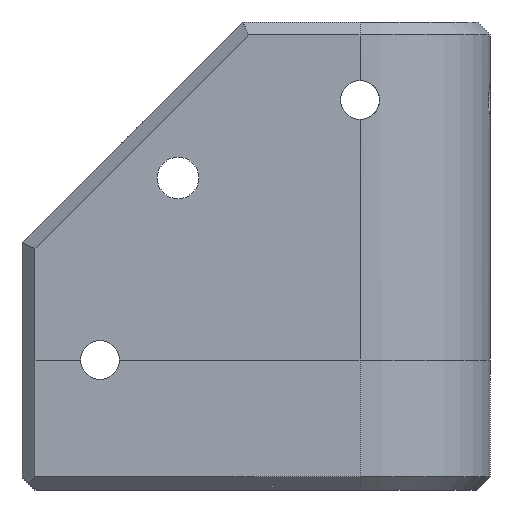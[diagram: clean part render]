
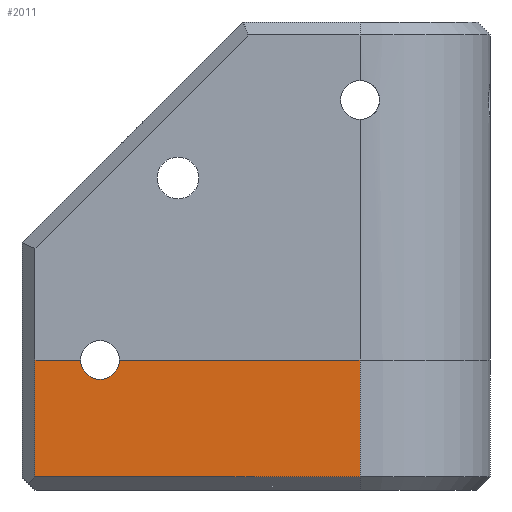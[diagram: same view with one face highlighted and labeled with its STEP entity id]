
A CAD part, left-side view. The second image highlights one B-rep face of the part: STEP entity #2011.
In plain terms, the highlighted planar face has unit normal (-1, 0, 0).
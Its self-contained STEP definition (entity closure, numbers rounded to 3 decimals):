
#44 = PLANE('',#45);
#45 = AXIS2_PLACEMENT_3D('',#46,#47,#48);
#46 = CARTESIAN_POINT('',(-9.5,25.5,19.));
#47 = DIRECTION('',(-0.707,0.707,0.));
#48 = DIRECTION('',(0.,0.,-1.));
#226 = VERTEX_POINT('',#227);
#227 = CARTESIAN_POINT('',(-10.,25.,1.));
#240 = PLANE('',#241);
#241 = AXIS2_PLACEMENT_3D('',#242,#243,#244);
#242 = CARTESIAN_POINT('',(-9.5,26.,0.5));
#243 = DIRECTION('',(0.707,0.,0.707));
#244 = DIRECTION('',(0.,-1.,0.));
#251 = EDGE_CURVE('',#252,#226,#254,.T.);
#252 = VERTEX_POINT('',#253);
#253 = CARTESIAN_POINT('',(-10.,25.,10.));
#254 = SURFACE_CURVE('',#255,(#259,#266),.PCURVE_S1.);
#255 = LINE('',#256,#257);
#256 = CARTESIAN_POINT('',(-10.,25.,19.));
#257 = VECTOR('',#258,1.);
#258 = DIRECTION('',(0.,0.,-1.));
#259 = PCURVE('',#44,#260);
#260 = DEFINITIONAL_REPRESENTATION('',(#261),#265);
#261 = LINE('',#262,#263);
#262 = CARTESIAN_POINT('',(0.,0.707));
#263 = VECTOR('',#264,1.);
#264 = DIRECTION('',(1.,0.));
#265 = ( GEOMETRIC_REPRESENTATION_CONTEXT(2) 
PARAMETRIC_REPRESENTATION_CONTEXT() REPRESENTATION_CONTEXT('2D SPACE',''
  ) );
#266 = PCURVE('',#267,#272);
#267 = PLANE('',#268);
#268 = AXIS2_PLACEMENT_3D('',#269,#270,#271);
#269 = CARTESIAN_POINT('',(-10.,11.34,15.903));
#270 = DIRECTION('',(-1.,-0.,-0.));
#271 = DIRECTION('',(0.,0.,-1.));
#272 = DEFINITIONAL_REPRESENTATION('',(#273),#277);
#273 = LINE('',#274,#275);
#274 = CARTESIAN_POINT('',(-3.097,-13.66));
#275 = VECTOR('',#276,1.);
#276 = DIRECTION('',(1.,-0.));
#277 = ( GEOMETRIC_REPRESENTATION_CONTEXT(2) 
PARAMETRIC_REPRESENTATION_CONTEXT() REPRESENTATION_CONTEXT('2D SPACE',''
  ) );
#295 = PLANE('',#296);
#296 = AXIS2_PLACEMENT_3D('',#297,#298,#299);
#297 = CARTESIAN_POINT('',(-10.,11.34,15.903));
#298 = DIRECTION('',(-1.,-0.,-0.));
#299 = DIRECTION('',(0.,0.,-1.));
#1684 = CYLINDRICAL_SURFACE('',#1685,1.5);
#1685 = AXIS2_PLACEMENT_3D('',#1686,#1687,#1688);
#1686 = CARTESIAN_POINT('',(-12.,20.,10.));
#1687 = DIRECTION('',(1.,0.,0.));
#1688 = DIRECTION('',(0.,0.,-1.));
#1802 = EDGE_CURVE('',#1803,#252,#1805,.T.);
#1803 = VERTEX_POINT('',#1804);
#1804 = CARTESIAN_POINT('',(-10.,21.5,10.));
#1805 = SURFACE_CURVE('',#1806,(#1810,#1817),.PCURVE_S1.);
#1806 = LINE('',#1807,#1808);
#1807 = CARTESIAN_POINT('',(-10.,0.,10.));
#1808 = VECTOR('',#1809,1.);
#1809 = DIRECTION('',(0.,1.,0.));
#1810 = PCURVE('',#295,#1811);
#1811 = DEFINITIONAL_REPRESENTATION('',(#1812),#1816);
#1812 = LINE('',#1813,#1814);
#1813 = CARTESIAN_POINT('',(5.903,11.34));
#1814 = VECTOR('',#1815,1.);
#1815 = DIRECTION('',(0.,-1.));
#1816 = ( GEOMETRIC_REPRESENTATION_CONTEXT(2) 
PARAMETRIC_REPRESENTATION_CONTEXT() REPRESENTATION_CONTEXT('2D SPACE',''
  ) );
#1817 = PCURVE('',#267,#1818);
#1818 = DEFINITIONAL_REPRESENTATION('',(#1819),#1823);
#1819 = LINE('',#1820,#1821);
#1820 = CARTESIAN_POINT('',(5.903,11.34));
#1821 = VECTOR('',#1822,1.);
#1822 = DIRECTION('',(0.,-1.));
#1823 = ( GEOMETRIC_REPRESENTATION_CONTEXT(2) 
PARAMETRIC_REPRESENTATION_CONTEXT() REPRESENTATION_CONTEXT('2D SPACE',''
  ) );
#1826 = VERTEX_POINT('',#1827);
#1827 = CARTESIAN_POINT('',(-10.,18.5,10.));
#1853 = EDGE_CURVE('',#1854,#1826,#1856,.T.);
#1854 = VERTEX_POINT('',#1855);
#1855 = CARTESIAN_POINT('',(-10.,0.,10.));
#1856 = SURFACE_CURVE('',#1857,(#1861,#1868),.PCURVE_S1.);
#1857 = LINE('',#1858,#1859);
#1858 = CARTESIAN_POINT('',(-10.,0.,10.));
#1859 = VECTOR('',#1860,1.);
#1860 = DIRECTION('',(0.,1.,0.));
#1861 = PCURVE('',#295,#1862);
#1862 = DEFINITIONAL_REPRESENTATION('',(#1863),#1867);
#1863 = LINE('',#1864,#1865);
#1864 = CARTESIAN_POINT('',(5.903,11.34));
#1865 = VECTOR('',#1866,1.);
#1866 = DIRECTION('',(0.,-1.));
#1867 = ( GEOMETRIC_REPRESENTATION_CONTEXT(2) 
PARAMETRIC_REPRESENTATION_CONTEXT() REPRESENTATION_CONTEXT('2D SPACE',''
  ) );
#1868 = PCURVE('',#267,#1869);
#1869 = DEFINITIONAL_REPRESENTATION('',(#1870),#1874);
#1870 = LINE('',#1871,#1872);
#1871 = CARTESIAN_POINT('',(5.903,11.34));
#1872 = VECTOR('',#1873,1.);
#1873 = DIRECTION('',(0.,-1.));
#1874 = ( GEOMETRIC_REPRESENTATION_CONTEXT(2) 
PARAMETRIC_REPRESENTATION_CONTEXT() REPRESENTATION_CONTEXT('2D SPACE',''
  ) );
#2011 = ADVANCED_FACE('',(#2012),#267,.T.);
#2012 = FACE_BOUND('',#2013,.T.);
#2013 = EDGE_LOOP('',(#2014,#2015,#2016,#2039,#2065,#2066,#2094));
#2014 = ORIENTED_EDGE('',*,*,#1802,.T.);
#2015 = ORIENTED_EDGE('',*,*,#251,.T.);
#2016 = ORIENTED_EDGE('',*,*,#2017,.T.);
#2017 = EDGE_CURVE('',#226,#2018,#2020,.T.);
#2018 = VERTEX_POINT('',#2019);
#2019 = CARTESIAN_POINT('',(-10.,0.,1.));
#2020 = SURFACE_CURVE('',#2021,(#2025,#2032),.PCURVE_S1.);
#2021 = LINE('',#2022,#2023);
#2022 = CARTESIAN_POINT('',(-10.,26.,1.));
#2023 = VECTOR('',#2024,1.);
#2024 = DIRECTION('',(-0.,-1.,-0.));
#2025 = PCURVE('',#267,#2026);
#2026 = DEFINITIONAL_REPRESENTATION('',(#2027),#2031);
#2027 = LINE('',#2028,#2029);
#2028 = CARTESIAN_POINT('',(14.903,-14.66));
#2029 = VECTOR('',#2030,1.);
#2030 = DIRECTION('',(0.,1.));
#2031 = ( GEOMETRIC_REPRESENTATION_CONTEXT(2) 
PARAMETRIC_REPRESENTATION_CONTEXT() REPRESENTATION_CONTEXT('2D SPACE',''
  ) );
#2032 = PCURVE('',#240,#2033);
#2033 = DEFINITIONAL_REPRESENTATION('',(#2034),#2038);
#2034 = LINE('',#2035,#2036);
#2035 = CARTESIAN_POINT('',(0.,-0.707));
#2036 = VECTOR('',#2037,1.);
#2037 = DIRECTION('',(1.,0.));
#2038 = ( GEOMETRIC_REPRESENTATION_CONTEXT(2) 
PARAMETRIC_REPRESENTATION_CONTEXT() REPRESENTATION_CONTEXT('2D SPACE',''
  ) );
#2039 = ORIENTED_EDGE('',*,*,#2040,.T.);
#2040 = EDGE_CURVE('',#2018,#1854,#2041,.T.);
#2041 = SURFACE_CURVE('',#2042,(#2046,#2053),.PCURVE_S1.);
#2042 = LINE('',#2043,#2044);
#2043 = CARTESIAN_POINT('',(-10.,0.,0.));
#2044 = VECTOR('',#2045,1.);
#2045 = DIRECTION('',(0.,0.,1.));
#2046 = PCURVE('',#267,#2047);
#2047 = DEFINITIONAL_REPRESENTATION('',(#2048),#2052);
#2048 = LINE('',#2049,#2050);
#2049 = CARTESIAN_POINT('',(15.903,11.34));
#2050 = VECTOR('',#2051,1.);
#2051 = DIRECTION('',(-1.,0.));
#2052 = ( GEOMETRIC_REPRESENTATION_CONTEXT(2) 
PARAMETRIC_REPRESENTATION_CONTEXT() REPRESENTATION_CONTEXT('2D SPACE',''
  ) );
#2053 = PCURVE('',#2054,#2059);
#2054 = CYLINDRICAL_SURFACE('',#2055,10.);
#2055 = AXIS2_PLACEMENT_3D('',#2056,#2057,#2058);
#2056 = CARTESIAN_POINT('',(0.,0.,0.));
#2057 = DIRECTION('',(0.,0.,1.));
#2058 = DIRECTION('',(1.,0.,0.));
#2059 = DEFINITIONAL_REPRESENTATION('',(#2060),#2064);
#2060 = LINE('',#2061,#2062);
#2061 = CARTESIAN_POINT('',(3.142,0.));
#2062 = VECTOR('',#2063,1.);
#2063 = DIRECTION('',(0.,1.));
#2064 = ( GEOMETRIC_REPRESENTATION_CONTEXT(2) 
PARAMETRIC_REPRESENTATION_CONTEXT() REPRESENTATION_CONTEXT('2D SPACE',''
  ) );
#2065 = ORIENTED_EDGE('',*,*,#1853,.T.);
#2066 = ORIENTED_EDGE('',*,*,#2067,.T.);
#2067 = EDGE_CURVE('',#1826,#2068,#2070,.T.);
#2068 = VERTEX_POINT('',#2069);
#2069 = CARTESIAN_POINT('',(-10.,20.,8.5));
#2070 = SURFACE_CURVE('',#2071,(#2076,#2087),.PCURVE_S1.);
#2071 = CIRCLE('',#2072,1.5);
#2072 = AXIS2_PLACEMENT_3D('',#2073,#2074,#2075);
#2073 = CARTESIAN_POINT('',(-10.,20.,10.));
#2074 = DIRECTION('',(1.,-0.,0.));
#2075 = DIRECTION('',(0.,0.,-1.));
#2076 = PCURVE('',#267,#2077);
#2077 = DEFINITIONAL_REPRESENTATION('',(#2078),#2086);
#2078 = ( BOUNDED_CURVE() B_SPLINE_CURVE(2,(#2079,#2080,#2081,#2082,
#2083,#2084,#2085),.UNSPECIFIED.,.T.,.F.) B_SPLINE_CURVE_WITH_KNOTS((1,2
    ,2,2,2,1),(-2.094,0.,2.094,4.189,
6.283,8.378),.UNSPECIFIED.) CURVE() 
GEOMETRIC_REPRESENTATION_ITEM() RATIONAL_B_SPLINE_CURVE((1.,0.5,1.,0.5,
1.,0.5,1.)) REPRESENTATION_ITEM('') );
#2079 = CARTESIAN_POINT('',(7.403,-8.66));
#2080 = CARTESIAN_POINT('',(7.403,-11.258));
#2081 = CARTESIAN_POINT('',(5.153,-9.959));
#2082 = CARTESIAN_POINT('',(2.903,-8.66));
#2083 = CARTESIAN_POINT('',(5.153,-7.361));
#2084 = CARTESIAN_POINT('',(7.403,-6.062));
#2085 = CARTESIAN_POINT('',(7.403,-8.66));
#2086 = ( GEOMETRIC_REPRESENTATION_CONTEXT(2) 
PARAMETRIC_REPRESENTATION_CONTEXT() REPRESENTATION_CONTEXT('2D SPACE',''
  ) );
#2087 = PCURVE('',#1684,#2088);
#2088 = DEFINITIONAL_REPRESENTATION('',(#2089),#2093);
#2089 = LINE('',#2090,#2091);
#2090 = CARTESIAN_POINT('',(0.,2.));
#2091 = VECTOR('',#2092,1.);
#2092 = DIRECTION('',(1.,0.));
#2093 = ( GEOMETRIC_REPRESENTATION_CONTEXT(2) 
PARAMETRIC_REPRESENTATION_CONTEXT() REPRESENTATION_CONTEXT('2D SPACE',''
  ) );
#2094 = ORIENTED_EDGE('',*,*,#2095,.T.);
#2095 = EDGE_CURVE('',#2068,#1803,#2096,.T.);
#2096 = SURFACE_CURVE('',#2097,(#2102,#2113),.PCURVE_S1.);
#2097 = CIRCLE('',#2098,1.5);
#2098 = AXIS2_PLACEMENT_3D('',#2099,#2100,#2101);
#2099 = CARTESIAN_POINT('',(-10.,20.,10.));
#2100 = DIRECTION('',(1.,-0.,0.));
#2101 = DIRECTION('',(0.,0.,-1.));
#2102 = PCURVE('',#267,#2103);
#2103 = DEFINITIONAL_REPRESENTATION('',(#2104),#2112);
#2104 = ( BOUNDED_CURVE() B_SPLINE_CURVE(2,(#2105,#2106,#2107,#2108,
#2109,#2110,#2111),.UNSPECIFIED.,.T.,.F.) B_SPLINE_CURVE_WITH_KNOTS((1,2
    ,2,2,2,1),(-2.094,0.,2.094,4.189,
6.283,8.378),.UNSPECIFIED.) CURVE() 
GEOMETRIC_REPRESENTATION_ITEM() RATIONAL_B_SPLINE_CURVE((1.,0.5,1.,0.5,
1.,0.5,1.)) REPRESENTATION_ITEM('') );
#2105 = CARTESIAN_POINT('',(7.403,-8.66));
#2106 = CARTESIAN_POINT('',(7.403,-11.258));
#2107 = CARTESIAN_POINT('',(5.153,-9.959));
#2108 = CARTESIAN_POINT('',(2.903,-8.66));
#2109 = CARTESIAN_POINT('',(5.153,-7.361));
#2110 = CARTESIAN_POINT('',(7.403,-6.062));
#2111 = CARTESIAN_POINT('',(7.403,-8.66));
#2112 = ( GEOMETRIC_REPRESENTATION_CONTEXT(2) 
PARAMETRIC_REPRESENTATION_CONTEXT() REPRESENTATION_CONTEXT('2D SPACE',''
  ) );
#2113 = PCURVE('',#1684,#2114);
#2114 = DEFINITIONAL_REPRESENTATION('',(#2115),#2119);
#2115 = LINE('',#2116,#2117);
#2116 = CARTESIAN_POINT('',(0.,2.));
#2117 = VECTOR('',#2118,1.);
#2118 = DIRECTION('',(1.,0.));
#2119 = ( GEOMETRIC_REPRESENTATION_CONTEXT(2) 
PARAMETRIC_REPRESENTATION_CONTEXT() REPRESENTATION_CONTEXT('2D SPACE',''
  ) );
